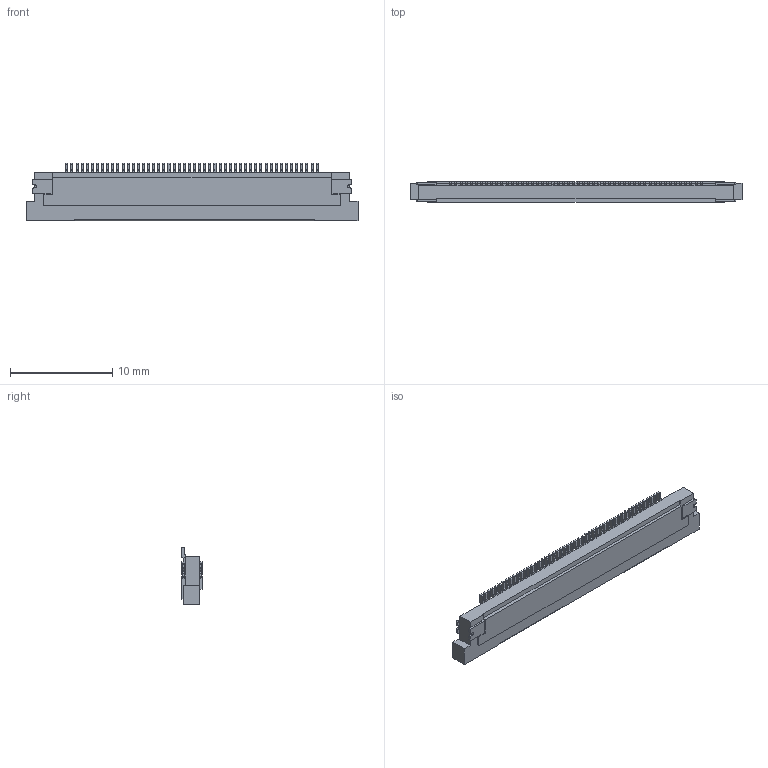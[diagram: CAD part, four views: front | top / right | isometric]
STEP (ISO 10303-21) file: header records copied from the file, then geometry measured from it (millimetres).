
FILE_DESCRIPTION(('CoCreate Modeling STEP Export'),'2;1');
FILE_NAME('FPC0.5-1-50xia.stp','2020-03-24T20:27:17',(''),(''),'CoCreate Modeling STEP processor for AP214 (Solid Model)','CoCreate Modeling 17.0 01-Apr-2010 (C) Parametric Technology GmbH','');
FILE_SCHEMA(('AUTOMOTIVE_DESIGN { 1 0 10303 214 1 1 1 1 }'));
Length unit declared in the file: millimetre
Products named in the file (2): 0.5-1-50pin下
Assembly tree (1 placements, depth 2):
  0.5-1-50pin下
    0.5-1-50pin下
Bounding box: 32.5 x 2 x 5.6 mm (x, y, z)
Volume: 235.9 mm3; surface area: 667.3 mm2
Topology: 2 solids, 9 shells, 726 faces, 2121 edges, 1411 vertices
Faces by surface type: plane 495, cylinder 231
Entity records: 24232 total; most frequent: ORIENTED_EDGE 4250, CARTESIAN_POINT 4219, DIRECTION 3966, EDGE_CURVE 2121, VECTOR 1650, LINE 1650, VERTEX_POINT 1411, AXIS2_PLACEMENT_3D 1158
